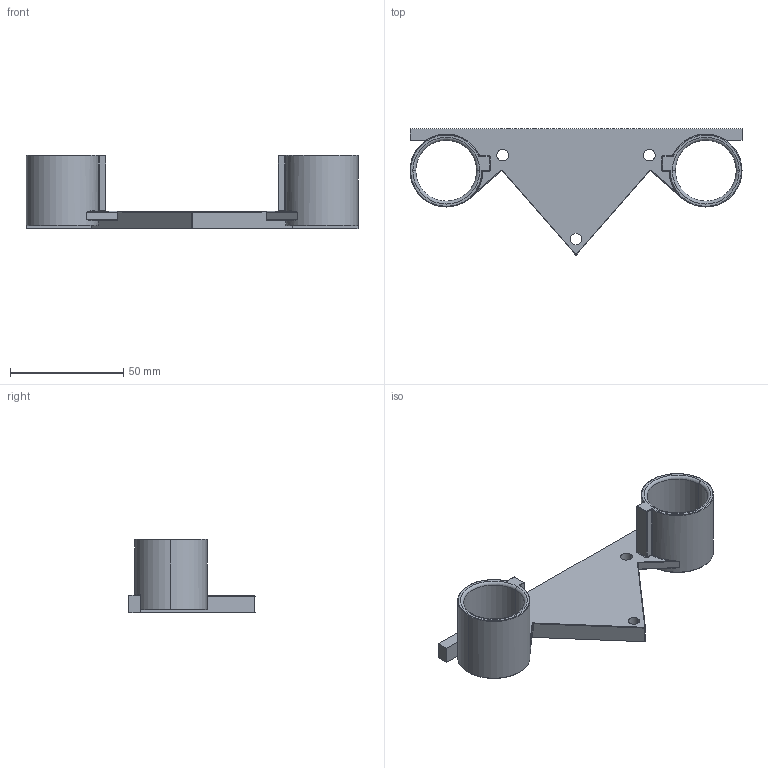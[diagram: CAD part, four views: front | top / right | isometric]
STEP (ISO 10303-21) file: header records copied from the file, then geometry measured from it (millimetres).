
FILE_DESCRIPTION (( 'STEP AP214' ), '1' );
FILE_NAME ('Power Line Double Support Final.STEP', '2019-02-20T18:02:37', ( '' ), ( '' ), 'SwSTEP 2.0', 'SolidWorks 2018', '' );
FILE_SCHEMA (( 'AUTOMOTIVE_DESIGN' ));
Length unit declared in the file: inch
Products named in the file (1): Power Line Double Support Final
Bounding box: 146.46 x 55.75 x 32.38 mm (x, y, z)
Volume: 34080.6 mm3; surface area: 21701.1 mm2
Topology: 1 solids, 1 shells, 136 faces, 335 edges, 182 vertices
Faces by surface type: cylinder 58, torus 32, plane 27, sphere 15, bspline 4
Entity records: 4052 total; most frequent: CARTESIAN_POINT 840, DIRECTION 738, ORIENTED_EDGE 630, EDGE_CURVE 315, AXIS2_PLACEMENT_3D 306, VERTEX_POINT 180, CIRCLE 173, EDGE_LOOP 145
